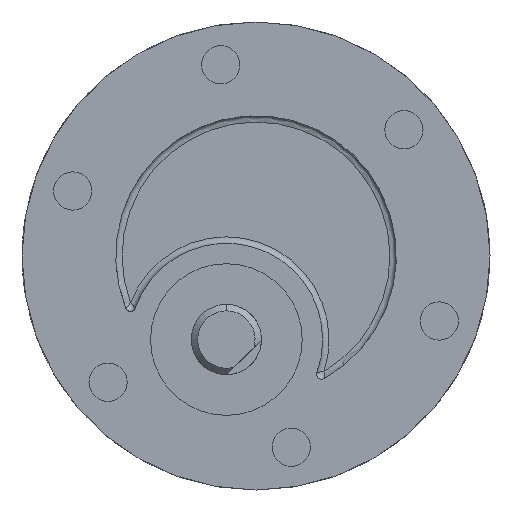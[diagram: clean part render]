
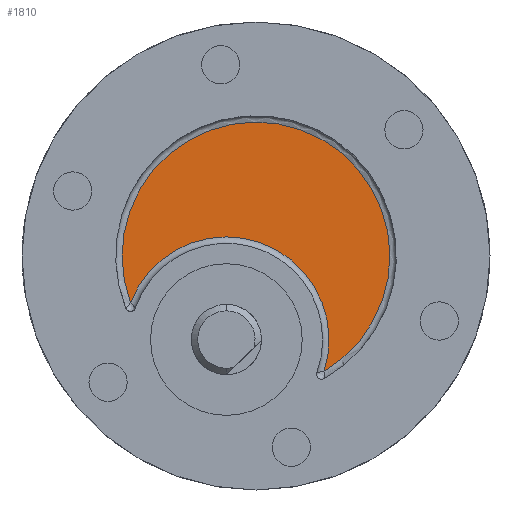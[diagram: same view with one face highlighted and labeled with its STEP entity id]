
A CAD part, front view. The second image highlights one B-rep face of the part: STEP entity #1810.
In plain terms, the highlighted planar face has unit normal (0, -1, 0).
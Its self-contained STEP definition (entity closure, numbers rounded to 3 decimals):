
#47 = AXIS2_PLACEMENT_3D ( 'NONE', #1360, #570, #1167 ) ;
#182 = CIRCLE ( 'NONE', #453, 8.05 ) ;
#183 = ORIENTED_EDGE ( 'NONE', *, *, #1859, .T. ) ;
#195 = EDGE_LOOP ( 'NONE', ( #183, #1668 ) ) ;
#453 = AXIS2_PLACEMENT_3D ( 'NONE', #536, #1009, #705 ) ;
#536 = CARTESIAN_POINT ( 'NONE',  ( -2.323, -31.35, -6.55 ) ) ;
#570 = DIRECTION ( 'NONE',  ( 0., -1., 0. ) ) ;
#637 = VERTEX_POINT ( 'NONE', #919 ) ;
#705 = DIRECTION ( 'NONE',  ( 0., 0., -1. ) ) ;
#739 = FACE_OUTER_BOUND ( 'NONE', #195, .T. ) ;
#860 = DIRECTION ( 'NONE',  ( 0., -1., 0. ) ) ;
#919 = CARTESIAN_POINT ( 'NONE',  ( -9.839, -31.35, -3.666 ) ) ;
#999 = AXIS2_PLACEMENT_3D ( 'NONE', #1179, #860, #1329 ) ;
#1009 = DIRECTION ( 'NONE',  ( 0., 1., 0. ) ) ;
#1167 = DIRECTION ( 'NONE',  ( 0., 0., -1. ) ) ;
#1179 = CARTESIAN_POINT ( 'NONE',  ( 0., -31.35, 0. ) ) ;
#1329 = DIRECTION ( 'NONE',  ( 0., 0., -1. ) ) ;
#1360 = CARTESIAN_POINT ( 'NONE',  ( 0., -31.35, 0. ) ) ;
#1468 = CIRCLE ( 'NONE', #999, 10.5 ) ;
#1498 = PLANE ( 'NONE',  #47 ) ;
#1568 = VERTEX_POINT ( 'NONE', #1728 ) ;
#1668 = ORIENTED_EDGE ( 'NONE', *, *, #1768, .T. ) ;
#1728 = CARTESIAN_POINT ( 'NONE',  ( 5.33, -31.35, -9.047 ) ) ;
#1768 = EDGE_CURVE ( 'NONE', #637, #1568, #182, .T. ) ;
#1810 = ADVANCED_FACE ( 'NONE', ( #739 ), #1498, .T. ) ;
#1859 = EDGE_CURVE ( 'NONE', #1568, #637, #1468, .T. ) ;
